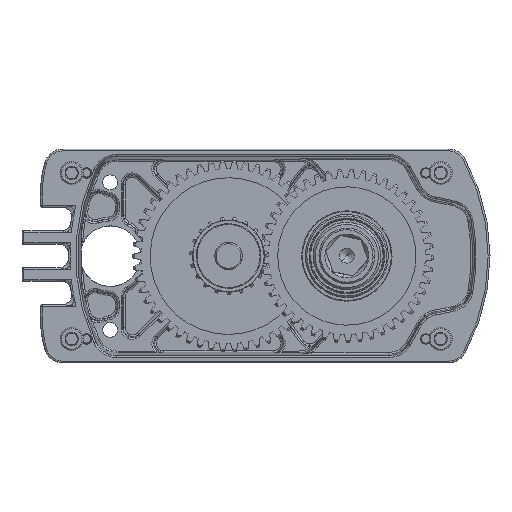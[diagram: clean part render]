
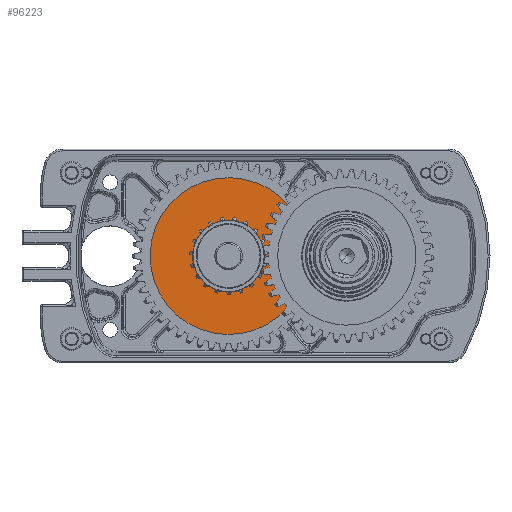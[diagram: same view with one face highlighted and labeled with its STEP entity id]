
A CAD part, top view. The second image highlights one B-rep face of the part: STEP entity #96223.
In plain terms, the highlighted face is planar.
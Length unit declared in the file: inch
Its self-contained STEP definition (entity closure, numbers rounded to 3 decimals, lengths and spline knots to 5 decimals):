
#665 = DIRECTION ( 'NONE',  ( 1., 0., 0. ) ) ;
#4301 = AXIS2_PLACEMENT_3D ( 'NONE', #75081, #665, #51820 ) ;
#4440 = VERTEX_POINT ( 'NONE', #37108 ) ;
#5084 = CIRCLE ( 'NONE', #60541, 1.0625 ) ;
#5630 = CARTESIAN_POINT ( 'NONE',  ( 0.1375, 0., 1.0625 ) ) ;
#7507 = EDGE_CURVE ( 'NONE', #4440, #56140, #5084, .T. ) ;
#8945 = CARTESIAN_POINT ( 'NONE',  ( 0.1375, 0., 0. ) ) ;
#12934 = AXIS2_PLACEMENT_3D ( 'NONE', #8945, #15930, #25287 ) ;
#13391 = EDGE_CURVE ( 'NONE', #73238, #16537, #47065, .T. ) ;
#14337 = CARTESIAN_POINT ( 'NONE',  ( 0.1375, 0., 0.2625 ) ) ;
#15930 = DIRECTION ( 'NONE',  ( 1., 0., 0. ) ) ;
#16401 = DIRECTION ( 'NONE',  ( 0., 0., -1. ) ) ;
#16537 = VERTEX_POINT ( 'NONE', #88572 ) ;
#17596 = ORIENTED_EDGE ( 'NONE', *, *, #97167, .F. ) ;
#19935 = EDGE_LOOP ( 'NONE', ( #72927, #76290 ) ) ;
#21639 = DIRECTION ( 'NONE',  ( 0., 0., -1. ) ) ;
#25287 = DIRECTION ( 'NONE',  ( 0., 0., -1. ) ) ;
#30098 = CARTESIAN_POINT ( 'NONE',  ( 0.1375, 0., 0. ) ) ;
#30751 = CARTESIAN_POINT ( 'NONE',  ( 0.1375, 0., 0. ) ) ;
#37108 = CARTESIAN_POINT ( 'NONE',  ( 0.1375, 0., -1.0625 ) ) ;
#39513 = EDGE_CURVE ( 'NONE', #16537, #73238, #42719, .T. ) ;
#42719 = CIRCLE ( 'NONE', #57045, 0.2625 ) ;
#43005 = DIRECTION ( 'NONE',  ( 1., 0., 0. ) ) ;
#43988 = CARTESIAN_POINT ( 'NONE',  ( 0.1375, 0., 0. ) ) ;
#47065 = CIRCLE ( 'NONE', #4301, 0.2625 ) ;
#50988 = FACE_BOUND ( 'NONE', #19935, .T. ) ;
#51820 = DIRECTION ( 'NONE',  ( 0., 0., -1. ) ) ;
#55157 = ORIENTED_EDGE ( 'NONE', *, *, #7507, .F. ) ;
#56140 = VERTEX_POINT ( 'NONE', #5630 ) ;
#57045 = AXIS2_PLACEMENT_3D ( 'NONE', #30098, #91542, #75757 ) ;
#60541 = AXIS2_PLACEMENT_3D ( 'NONE', #30751, #60584, #16401 ) ;
#60584 = DIRECTION ( 'NONE',  ( 1., 0., 0. ) ) ;
#63537 = EDGE_LOOP ( 'NONE', ( #17596, #55157 ) ) ;
#65351 = FACE_OUTER_BOUND ( 'NONE', #63537, .T. ) ;
#69972 = CIRCLE ( 'NONE', #12934, 1.0625 ) ;
#70932 = PLANE ( 'NONE',  #96710 ) ;
#72927 = ORIENTED_EDGE ( 'NONE', *, *, #39513, .T. ) ;
#73238 = VERTEX_POINT ( 'NONE', #14337 ) ;
#75081 = CARTESIAN_POINT ( 'NONE',  ( 0.1375, 0., 0. ) ) ;
#75757 = DIRECTION ( 'NONE',  ( 0., 0., -1. ) ) ;
#76290 = ORIENTED_EDGE ( 'NONE', *, *, #13391, .T. ) ;
#88572 = CARTESIAN_POINT ( 'NONE',  ( 0.1375, 0., -0.2625 ) ) ;
#91542 = DIRECTION ( 'NONE',  ( 1., 0., 0. ) ) ;
#96223 = ADVANCED_FACE ( 'NONE', ( #65351, #50988 ), #70932, .F. ) ;
#96710 = AXIS2_PLACEMENT_3D ( 'NONE', #43988, #43005, #21639 ) ;
#97167 = EDGE_CURVE ( 'NONE', #56140, #4440, #69972, .T. ) ;
